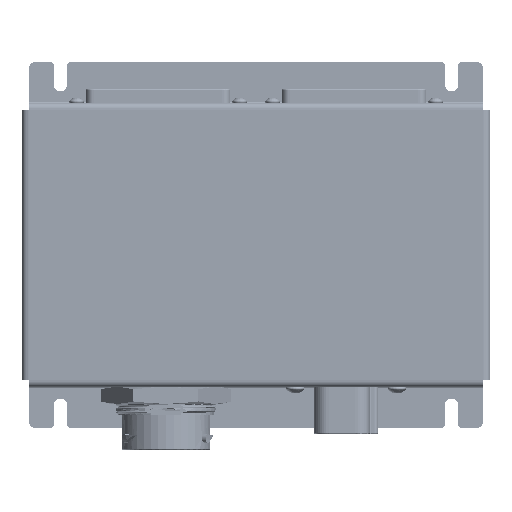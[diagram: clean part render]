
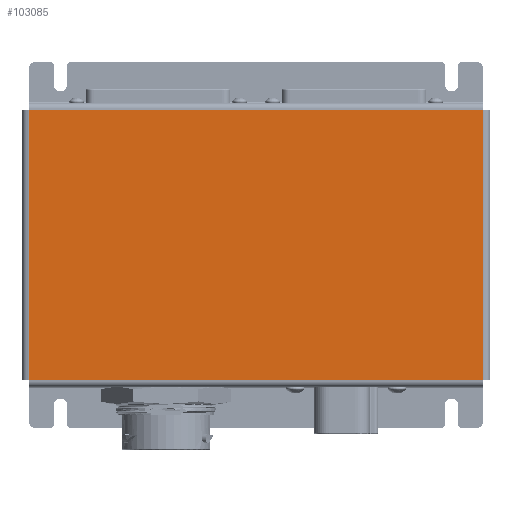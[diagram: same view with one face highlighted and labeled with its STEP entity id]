
A CAD part, front view. The second image highlights one B-rep face of the part: STEP entity #103085.
In plain terms, the highlighted planar face has unit normal (0, -1, 0).
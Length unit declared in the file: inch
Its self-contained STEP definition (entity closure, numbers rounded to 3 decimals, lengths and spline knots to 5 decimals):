
#6008 = VERTEX_POINT ( 'NONE', #58439 ) ;
#7779 = VECTOR ( 'NONE', #24883, 39.37008 ) ;
#11146 = CARTESIAN_POINT ( 'NONE',  ( 0., -0.42105, 3.4 ) ) ;
#13230 = CARTESIAN_POINT ( 'NONE',  ( 0.01, -0.42105, 3.4 ) ) ;
#17449 = VECTOR ( 'NONE', #120389, 39.37008 ) ;
#19372 = LINE ( 'NONE', #11146, #130004 ) ;
#21873 = DIRECTION ( 'NONE',  ( -1., 0., 0. ) ) ;
#23408 = PLANE ( 'NONE',  #120528 ) ;
#24883 = DIRECTION ( 'NONE',  ( 0., 0., -1. ) ) ;
#29915 = LINE ( 'NONE', #114866, #137198 ) ;
#31896 = CARTESIAN_POINT ( 'NONE',  ( 0.01, -0.42105, -3.4 ) ) ;
#34180 = CARTESIAN_POINT ( 'NONE',  ( 0., -0.42105, 3.4 ) ) ;
#36239 = LINE ( 'NONE', #121328, #7779 ) ;
#36443 = EDGE_CURVE ( 'NONE', #6008, #120182, #29915, .T. ) ;
#43951 = EDGE_CURVE ( 'NONE', #69113, #6008, #36239, .T. ) ;
#44907 = DIRECTION ( 'NONE',  ( 0., -1., 0. ) ) ;
#49233 = LINE ( 'NONE', #13230, #17449 ) ;
#49432 = ORIENTED_EDGE ( 'NONE', *, *, #36443, .F. ) ;
#50084 = CARTESIAN_POINT ( 'NONE',  ( 0.01, -0.42105, 3.4 ) ) ;
#58439 = CARTESIAN_POINT ( 'NONE',  ( 4.06, -0.42105, -3.4 ) ) ;
#62771 = ORIENTED_EDGE ( 'NONE', *, *, #105348, .T. ) ;
#65643 = ORIENTED_EDGE ( 'NONE', *, *, #43951, .F. ) ;
#69113 = VERTEX_POINT ( 'NONE', #132962 ) ;
#72162 = DIRECTION ( 'NONE',  ( -1., 0., 0. ) ) ;
#83933 = VERTEX_POINT ( 'NONE', #50084 ) ;
#87345 = FACE_OUTER_BOUND ( 'NONE', #131515, .T. ) ;
#100149 = ORIENTED_EDGE ( 'NONE', *, *, #135550, .T. ) ;
#103085 = ADVANCED_FACE ( 'NONE', ( #87345 ), #23408, .T. ) ;
#105348 = EDGE_CURVE ( 'NONE', #69113, #83933, #19372, .T. ) ;
#114866 = CARTESIAN_POINT ( 'NONE',  ( 0., -0.42105, -3.4 ) ) ;
#119868 = DIRECTION ( 'NONE',  ( 0., 0., -1. ) ) ;
#120182 = VERTEX_POINT ( 'NONE', #31896 ) ;
#120389 = DIRECTION ( 'NONE',  ( 0., 0., -1. ) ) ;
#120528 = AXIS2_PLACEMENT_3D ( 'NONE', #34180, #44907, #119868 ) ;
#121328 = CARTESIAN_POINT ( 'NONE',  ( 4.06, -0.42105, 3.4 ) ) ;
#130004 = VECTOR ( 'NONE', #21873, 39.37008 ) ;
#131515 = EDGE_LOOP ( 'NONE', ( #49432, #65643, #62771, #100149 ) ) ;
#132962 = CARTESIAN_POINT ( 'NONE',  ( 4.06, -0.42105, 3.4 ) ) ;
#135550 = EDGE_CURVE ( 'NONE', #83933, #120182, #49233, .T. ) ;
#137198 = VECTOR ( 'NONE', #72162, 39.37008 ) ;
